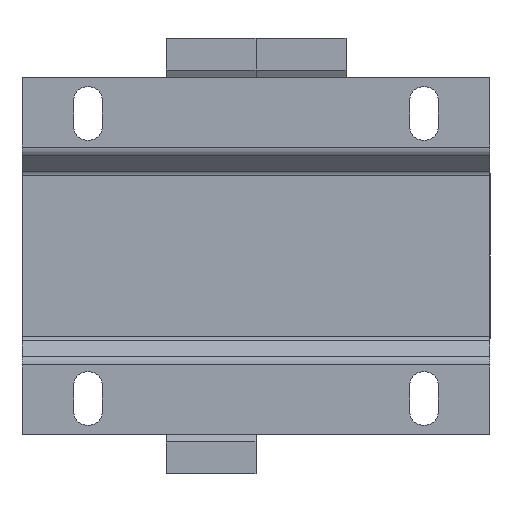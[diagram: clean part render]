
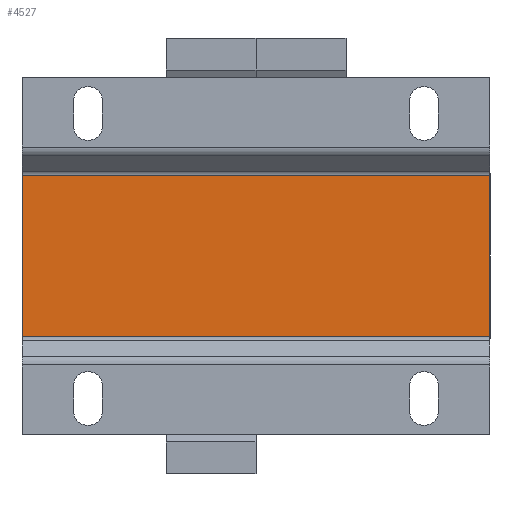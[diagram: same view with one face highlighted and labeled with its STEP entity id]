
A CAD part, front view. The second image highlights one B-rep face of the part: STEP entity #4527.
In plain terms, the highlighted planar face has unit normal (0, -1, 0).
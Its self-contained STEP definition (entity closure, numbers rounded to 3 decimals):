
#15 = LINE ( 'NONE', #6368, #6329 ) ;
#800 = CARTESIAN_POINT ( 'NONE',  ( -39., -33.5, -13.422 ) ) ;
#1168 = CARTESIAN_POINT ( 'NONE',  ( -39., -33.5, 13.422 ) ) ;
#1231 = CARTESIAN_POINT ( 'NONE',  ( 0., -33.5, -13.422 ) ) ;
#1820 = EDGE_CURVE ( 'NONE', #2657, #4769, #15, .T. ) ;
#2322 = DIRECTION ( 'NONE',  ( -1., 0., 0. ) ) ;
#2657 = VERTEX_POINT ( 'NONE', #800 ) ;
#2708 = DIRECTION ( 'NONE',  ( 0., 0., 1. ) ) ;
#2732 = ORIENTED_EDGE ( 'NONE', *, *, #4041, .F. ) ;
#2816 = FACE_OUTER_BOUND ( 'NONE', #6796, .T. ) ;
#3127 = VECTOR ( 'NONE', #4912, 1000. ) ;
#3458 = PLANE ( 'NONE',  #5321 ) ;
#3543 = ORIENTED_EDGE ( 'NONE', *, *, #3645, .F. ) ;
#3645 = EDGE_CURVE ( 'NONE', #6363, #2657, #6384, .T. ) ;
#4041 = EDGE_CURVE ( 'NONE', #5898, #6363, #6789, .T. ) ;
#4256 = LINE ( 'NONE', #7129, #6452 ) ;
#4262 = CARTESIAN_POINT ( 'NONE',  ( 39., -33.5, 29.75 ) ) ;
#4527 = ADVANCED_FACE ( 'NONE', ( #2816 ), #3458, .F. ) ;
#4548 = EDGE_CURVE ( 'NONE', #5898, #4769, #4256, .T. ) ;
#4740 = CARTESIAN_POINT ( 'NONE',  ( 0., -33.5, 0. ) ) ;
#4769 = VERTEX_POINT ( 'NONE', #1168 ) ;
#4912 = DIRECTION ( 'NONE',  ( -1., 0., 0. ) ) ;
#4960 = ORIENTED_EDGE ( 'NONE', *, *, #1820, .F. ) ;
#5158 = VECTOR ( 'NONE', #6100, 1000. ) ;
#5321 = AXIS2_PLACEMENT_3D ( 'NONE', #4740, #7733, #7222 ) ;
#5898 = VERTEX_POINT ( 'NONE', #6364 ) ;
#6100 = DIRECTION ( 'NONE',  ( 0., 0., -1. ) ) ;
#6329 = VECTOR ( 'NONE', #2708, 1000. ) ;
#6363 = VERTEX_POINT ( 'NONE', #7566 ) ;
#6364 = CARTESIAN_POINT ( 'NONE',  ( 39., -33.5, 13.422 ) ) ;
#6368 = CARTESIAN_POINT ( 'NONE',  ( -39., -33.5, 29.75 ) ) ;
#6384 = LINE ( 'NONE', #1231, #3127 ) ;
#6452 = VECTOR ( 'NONE', #2322, 1000. ) ;
#6789 = LINE ( 'NONE', #4262, #5158 ) ;
#6796 = EDGE_LOOP ( 'NONE', ( #3543, #2732, #7345, #4960 ) ) ;
#7129 = CARTESIAN_POINT ( 'NONE',  ( 0., -33.5, 13.422 ) ) ;
#7222 = DIRECTION ( 'NONE',  ( 1., 0., 0. ) ) ;
#7345 = ORIENTED_EDGE ( 'NONE', *, *, #4548, .T. ) ;
#7566 = CARTESIAN_POINT ( 'NONE',  ( 39., -33.5, -13.422 ) ) ;
#7733 = DIRECTION ( 'NONE',  ( 0., 1., 0. ) ) ;
